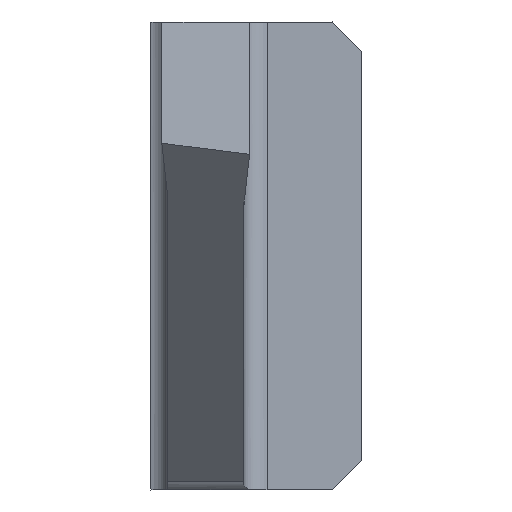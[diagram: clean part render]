
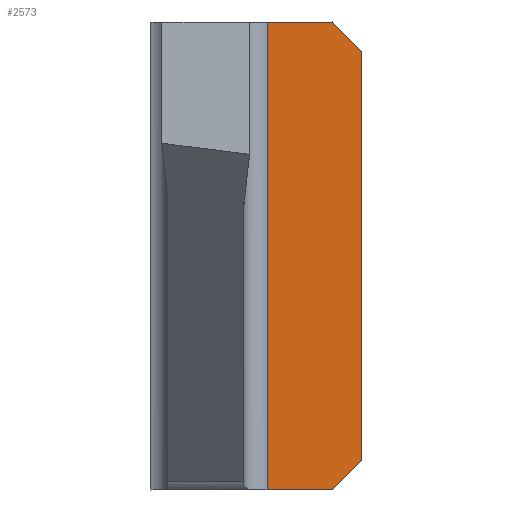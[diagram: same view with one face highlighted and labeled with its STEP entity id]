
A CAD part, front view. The second image highlights one B-rep face of the part: STEP entity #2573.
In plain terms, the highlighted planar face has unit normal (0, -1, 0).
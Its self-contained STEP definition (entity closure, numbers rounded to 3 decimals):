
#90=CARTESIAN_POINT('',(3.6,16.135,-7.5));
#91=DIRECTION('',(0.,0.,1.));
#92=VECTOR('',#91,7.);
#93=LINE('',#90,#92);
#94=CARTESIAN_POINT('',(3.6,16.135,-7.5));
#95=VERTEX_POINT('',#94);
#96=CARTESIAN_POINT('',(3.6,16.135,-0.5));
#97=VERTEX_POINT('',#96);
#98=EDGE_CURVE('',#95,#97,#93,.T.);
#367=CARTESIAN_POINT('',(3.1,16.135,-8.));
#368=DIRECTION('',(0.707,0.,0.707));
#369=VECTOR('',#368,0.707);
#370=LINE('',#367,#369);
#371=CARTESIAN_POINT('',(3.1,16.135,-8.));
#372=VERTEX_POINT('',#371);
#373=EDGE_CURVE('',#372,#95,#370,.T.);
#438=CARTESIAN_POINT('',(1.99,16.135,-8.));
#439=DIRECTION('',(1.,0.,0.));
#440=VECTOR('',#439,1.11);
#441=LINE('',#438,#440);
#442=CARTESIAN_POINT('',(1.99,16.135,-8.));
#443=VERTEX_POINT('',#442);
#444=EDGE_CURVE('',#443,#372,#441,.T.);
#726=CARTESIAN_POINT('',(1.99,16.135,0.));
#727=VERTEX_POINT('',#726);
#738=CARTESIAN_POINT('',(1.99,16.135,-8.));
#739=DIRECTION('',(0.,0.,1.));
#740=VECTOR('',#739,8.);
#741=LINE('',#738,#740);
#742=EDGE_CURVE('',#443,#727,#741,.T.);
#777=CARTESIAN_POINT('',(3.1,16.135,0.));
#778=DIRECTION('',(-1.,0.,0.));
#779=VECTOR('',#778,1.11);
#780=LINE('',#777,#779);
#781=CARTESIAN_POINT('',(3.1,16.135,0.));
#782=VERTEX_POINT('',#781);
#783=EDGE_CURVE('',#782,#727,#780,.T.);
#2460=CARTESIAN_POINT('',(3.6,16.135,-0.5));
#2461=DIRECTION('',(-0.707,0.,0.707));
#2462=VECTOR('',#2461,0.707);
#2463=LINE('',#2460,#2462);
#2464=EDGE_CURVE('',#97,#782,#2463,.T.);
#2512=CARTESIAN_POINT('',(3.195,16.135,-4.4));
#2513=DIRECTION('',(0.,1.,0.));
#2514=DIRECTION('',(0.,0.,1.));
#2515=AXIS2_PLACEMENT_3D('',#2512,#2513,#2514);
#2516=PLANE('',#2515);
#2517=ORIENTED_EDGE('Edge 1098',*,*,#742,.F.);
#2526=ORIENTED_EDGE('Edge 133',*,*,#783,.T.);
#2535=ORIENTED_EDGE('Edge 454',*,*,#2464,.T.);
#2544=ORIENTED_EDGE('Edge 73',*,*,#98,.T.);
#2553=ORIENTED_EDGE('Edge 427',*,*,#373,.T.);
#2562=ORIENTED_EDGE('Edge 318',*,*,#444,.T.);
#2571=EDGE_LOOP('',(#2562,#2553,#2544,#2535,#2526,#2517));
#2572=FACE_OUTER_BOUND('Loop 1124',#2571,.T.);
#2573=ADVANCED_FACE('Face 1125',(#2572),#2516,.F.);
